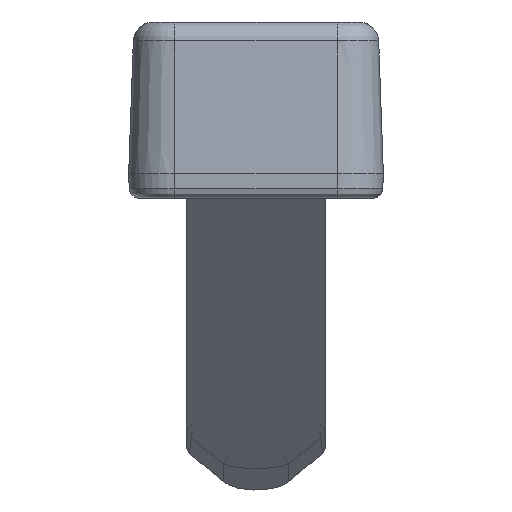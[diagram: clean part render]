
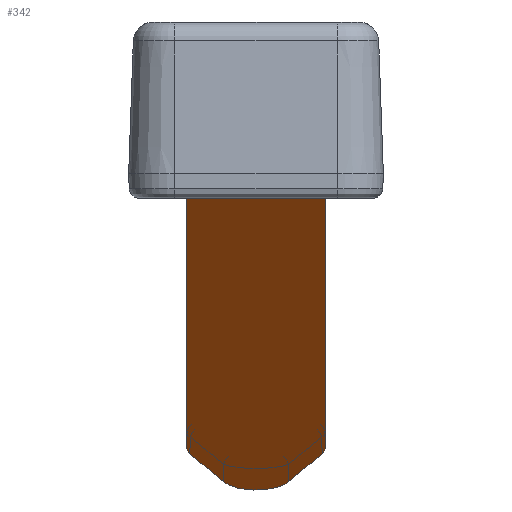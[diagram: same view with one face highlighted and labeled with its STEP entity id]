
A CAD part, front view. The second image highlights one B-rep face of the part: STEP entity #342.
In plain terms, the highlighted planar face has unit normal (0, -0.407, -0.913).
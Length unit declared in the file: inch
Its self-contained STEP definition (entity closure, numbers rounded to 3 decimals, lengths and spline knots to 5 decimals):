
#120=ELLIPSE('',#2002,0.03688,0.015);
#121=ELLIPSE('',#2004,0.03688,0.015);
#122=ELLIPSE('',#2008,0.03398,0.031);
#123=ELLIPSE('',#2009,0.03398,0.031);
#210=FACE_OUTER_BOUND('',#535,.T.);
#288=B_SPLINE_CURVE_WITH_KNOTS('',3,(#2907,#2908,#2909,#2910,#2911,#2912,
#2913,#2914,#2915,#2916,#2917,#2918,#2919,#2920,#2921,#2922,#2923,#2924,
#2925,#2926,#2927,#2928,#2929,#2930,#2931),.UNSPECIFIED.,.F.,.F.,(4,3,3,
3,3,3,3,3,4),(0.,0.17659,0.32777,0.47894,
0.63012,0.70409,0.77805,0.85202,
1.),.UNSPECIFIED.);
#342=ADVANCED_FACE('',(#210),#426,.T.);
#426=PLANE('',#2010);
#535=EDGE_LOOP('',(#1140,#1141,#1142,#1143,#1144,#1145,#1146,#1147,#1148,
#1149,#1150,#1151));
#665=LINE('',#2891,#835);
#668=LINE('',#2897,#838);
#669=LINE('',#2899,#839);
#670=LINE('',#2901,#840);
#671=LINE('',#2905,#841);
#672=LINE('',#2933,#842);
#673=LINE('',#2937,#843);
#835=VECTOR('',#2296,1.);
#838=VECTOR('',#2301,1.);
#839=VECTOR('',#2304,1.);
#840=VECTOR('',#2305,1.);
#841=VECTOR('',#2308,1.);
#842=VECTOR('',#2309,1.);
#843=VECTOR('',#2312,1.);
#1140=ORIENTED_EDGE('',*,*,#1727,.T.);
#1141=ORIENTED_EDGE('',*,*,#1722,.T.);
#1142=ORIENTED_EDGE('',*,*,#1724,.T.);
#1143=ORIENTED_EDGE('',*,*,#1720,.T.);
#1144=ORIENTED_EDGE('',*,*,#1728,.T.);
#1145=ORIENTED_EDGE('',*,*,#1729,.F.);
#1146=ORIENTED_EDGE('',*,*,#1730,.T.);
#1147=ORIENTED_EDGE('',*,*,#1731,.T.);
#1148=ORIENTED_EDGE('',*,*,#1732,.F.);
#1149=ORIENTED_EDGE('',*,*,#1733,.F.);
#1150=ORIENTED_EDGE('',*,*,#1734,.T.);
#1151=ORIENTED_EDGE('',*,*,#1735,.F.);
#1526=VERTEX_POINT('',#2880);
#1527=VERTEX_POINT('',#2882);
#1528=VERTEX_POINT('',#2886);
#1529=VERTEX_POINT('',#2888);
#1531=VERTEX_POINT('',#2895);
#1532=VERTEX_POINT('',#2900);
#1533=VERTEX_POINT('',#2902);
#1534=VERTEX_POINT('',#2904);
#1535=VERTEX_POINT('',#2906);
#1536=VERTEX_POINT('',#2932);
#1537=VERTEX_POINT('',#2934);
#1538=VERTEX_POINT('',#2936);
#1720=EDGE_CURVE('',#1526,#1527,#120,.T.);
#1722=EDGE_CURVE('',#1529,#1528,#121,.T.);
#1724=EDGE_CURVE('',#1528,#1526,#665,.T.);
#1727=EDGE_CURVE('',#1531,#1529,#668,.T.);
#1728=EDGE_CURVE('',#1527,#1532,#669,.T.);
#1729=EDGE_CURVE('',#1533,#1532,#670,.T.);
#1730=EDGE_CURVE('',#1533,#1534,#122,.T.);
#1731=EDGE_CURVE('',#1534,#1535,#671,.T.);
#1732=EDGE_CURVE('',#1536,#1535,#288,.T.);
#1733=EDGE_CURVE('',#1537,#1536,#672,.T.);
#1734=EDGE_CURVE('',#1537,#1538,#123,.T.);
#1735=EDGE_CURVE('',#1531,#1538,#673,.T.);
#2002=AXIS2_PLACEMENT_3D('',#2883,#2286,#2287);
#2004=AXIS2_PLACEMENT_3D('',#2887,#2291,#2292);
#2008=AXIS2_PLACEMENT_3D('',#2903,#2306,#2307);
#2009=AXIS2_PLACEMENT_3D('',#2935,#2310,#2311);
#2010=AXIS2_PLACEMENT_3D('',#2938,#2313,#2314);
#2286=DIRECTION('',(0.,0.407,0.914));
#2287=DIRECTION('',(0.,0.914,-0.407));
#2291=DIRECTION('',(0.,0.407,0.914));
#2292=DIRECTION('',(0.,0.914,-0.407));
#2296=DIRECTION('',(-1.,0.,0.));
#2301=DIRECTION('',(-1.,0.,0.));
#2304=DIRECTION('',(-1.,0.,0.));
#2305=DIRECTION('',(0.,-0.914,0.407));
#2306=DIRECTION('',(0.,-0.407,-0.914));
#2307=DIRECTION('',(-0.117,0.907,-0.404));
#2308=DIRECTION('',(0.438,0.821,-0.366));
#2309=DIRECTION('',(-0.438,0.821,-0.366));
#2310=DIRECTION('',(0.,-0.407,-0.914));
#2311=DIRECTION('',(-0.117,-0.907,0.404));
#2312=DIRECTION('',(0.,0.914,-0.407));
#2313=DIRECTION('',(0.,-0.407,-0.914));
#2314=DIRECTION('',(-1.,0.,0.));
#2880=CARTESIAN_POINT('',(-0.05611,13.8109,-0.01));
#2882=CARTESIAN_POINT('',(-0.07025,13.78844,0.));
#2883=CARTESIAN_POINT('',(-0.05611,13.77721,0.005));
#2886=CARTESIAN_POINT('',(0.05611,13.8109,-0.01));
#2887=CARTESIAN_POINT('',(0.05611,13.77721,0.005));
#2888=CARTESIAN_POINT('',(0.07025,13.78844,0.));
#2891=CARTESIAN_POINT('',(0.,13.8109,-0.01));
#2895=CARTESIAN_POINT('',(0.07125,13.78844,0.));
#2897=CARTESIAN_POINT('',(0.,13.78844,0.));
#2899=CARTESIAN_POINT('',(0.,13.78844,0.));
#2900=CARTESIAN_POINT('',(-0.07125,13.78844,0.));
#2901=CARTESIAN_POINT('',(-0.07125,14.19842,-0.18254));
#2902=CARTESIAN_POINT('',(-0.07125,14.41562,-0.27924));
#2903=CARTESIAN_POINT('',(-0.04021,14.41496,-0.27894));
#2904=CARTESIAN_POINT('',(-0.06767,14.43,-0.28564));
#2905=CARTESIAN_POINT('',(-0.15454,14.26728,-0.21319));
#2906=CARTESIAN_POINT('',(-0.03326,14.49446,-0.31434));
#2907=CARTESIAN_POINT('',(0.03326,14.49446,-0.31434));
#2908=CARTESIAN_POINT('',(0.03115,14.49841,-0.3161));
#2909=CARTESIAN_POINT('',(0.02812,14.50205,-0.31772));
#2910=CARTESIAN_POINT('',(0.02452,14.50496,-0.31901));
#2911=CARTESIAN_POINT('',(0.02141,14.50747,-0.32013));
#2912=CARTESIAN_POINT('',(0.0178,14.50952,-0.32104));
#2913=CARTESIAN_POINT('',(0.01396,14.51095,-0.32168));
#2914=CARTESIAN_POINT('',(0.01013,14.51237,-0.32231));
#2915=CARTESIAN_POINT('',(0.00597,14.51322,-0.32269));
#2916=CARTESIAN_POINT('',(0.00183,14.5134,-0.32277));
#2917=CARTESIAN_POINT('',(-0.0023,14.51359,-0.32286));
#2918=CARTESIAN_POINT('',(-0.00653,14.51313,-0.32265));
#2919=CARTESIAN_POINT('',(-0.0105,14.51205,-0.32217));
#2920=CARTESIAN_POINT('',(-0.01247,14.51152,-0.32194));
#2921=CARTESIAN_POINT('',(-0.01439,14.51084,-0.32163));
#2922=CARTESIAN_POINT('',(-0.01623,14.51002,-0.32127));
#2923=CARTESIAN_POINT('',(-0.01807,14.5092,-0.3209));
#2924=CARTESIAN_POINT('',(-0.01984,14.50823,-0.32047));
#2925=CARTESIAN_POINT('',(-0.02151,14.50715,-0.31999));
#2926=CARTESIAN_POINT('',(-0.02318,14.50606,-0.3195));
#2927=CARTESIAN_POINT('',(-0.02475,14.50484,-0.31896));
#2928=CARTESIAN_POINT('',(-0.0262,14.50351,-0.31837));
#2929=CARTESIAN_POINT('',(-0.02906,14.50089,-0.3172));
#2930=CARTESIAN_POINT('',(-0.03148,14.49779,-0.31582));
#2931=CARTESIAN_POINT('',(-0.03326,14.49446,-0.31434));
#2932=CARTESIAN_POINT('',(0.03326,14.49446,-0.31434));
#2933=CARTESIAN_POINT('',(0.15454,14.26728,-0.21319));
#2934=CARTESIAN_POINT('',(0.06767,14.43,-0.28564));
#2935=CARTESIAN_POINT('',(0.04021,14.41496,-0.27894));
#2936=CARTESIAN_POINT('',(0.07125,14.41562,-0.27924));
#2937=CARTESIAN_POINT('',(0.07125,14.19842,-0.18254));
#2938=CARTESIAN_POINT('',(0.,14.19842,-0.18254));
